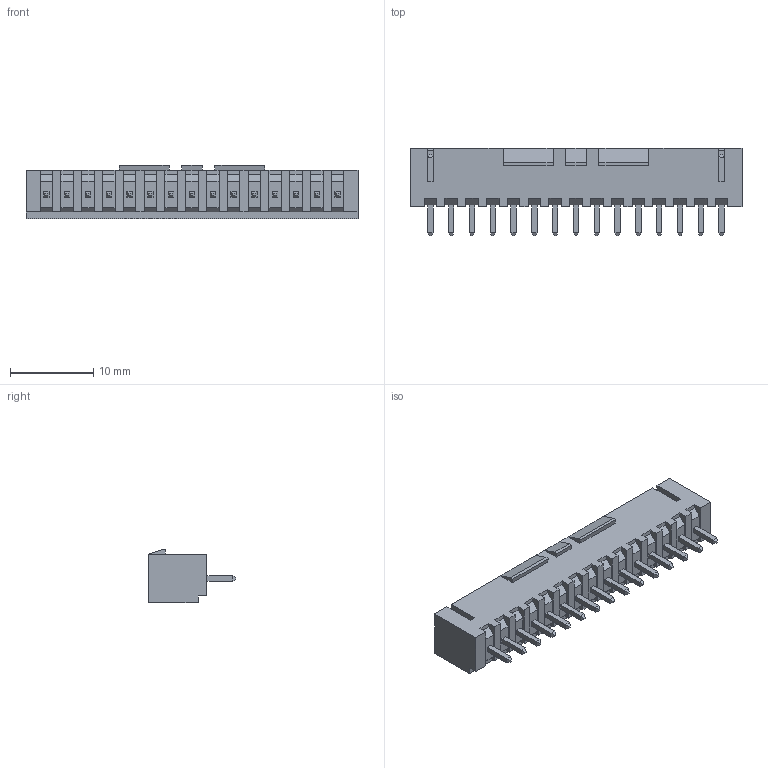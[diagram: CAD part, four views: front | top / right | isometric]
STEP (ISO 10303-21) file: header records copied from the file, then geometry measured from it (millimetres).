
FILE_DESCRIPTION((''),'2;1');
FILE_NAME('SMW250-15_P2-5_L39-9_W5-8_H7','2019-10-23T',('Dragos'),(''),'PRO/ENGINEER BY PARAMETRIC TECHNOLOGY CORPORATION, 2004440','PRO/ENGINEER BY PARAMETRIC TECHNOLOGY CORPORATION, 2004440','');
FILE_SCHEMA(('AUTOMOTIVE_DESIGN { 1 0 10303 214 1 1 1 1 }'));
Length unit declared in the file: millimetre
Products named in the file (1): SMW250-15_P2-5_L39-9_W5-8_H7
Bounding box: 39.9 x 10.5 x 6.39 mm (x, y, z)
Volume: 791.8 mm3; surface area: 1847.8 mm2
Topology: 1 solids, 1 shells, 416 faces, 1022 edges, 638 vertices
Faces by surface type: plane 416
Entity records: 18191 total; most frequent: CARTESIAN_POINT 2078, ORIENTED_EDGE 2044, DIRECTION 1856, PRESENTATION_STYLE_ASSIGNMENT 1294, STYLED_ITEM 1024, CURVE_STYLE 1023, VECTOR 1022, LINE 1022
